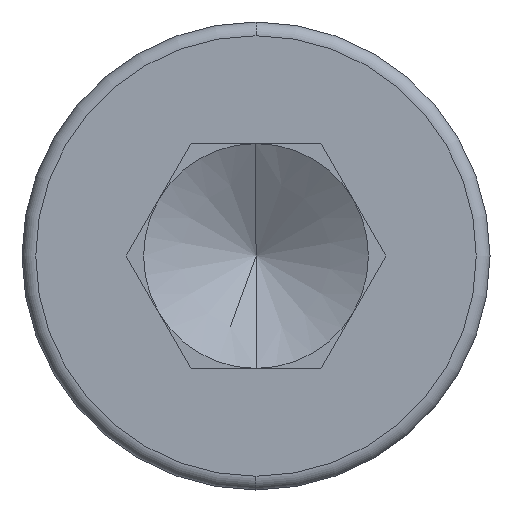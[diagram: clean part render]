
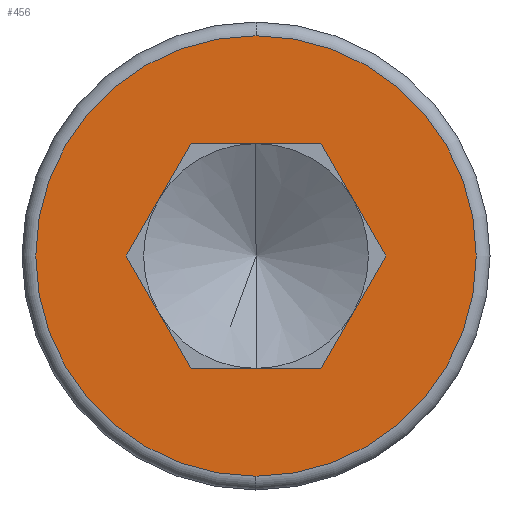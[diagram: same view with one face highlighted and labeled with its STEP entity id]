
A CAD part, left-side view. The second image highlights one B-rep face of the part: STEP entity #456.
In plain terms, the highlighted planar face has unit normal (-1, 0, 0).
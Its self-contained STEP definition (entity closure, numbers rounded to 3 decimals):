
#7 = DIRECTION ( 'NONE',  ( -1., 0., 0. ) ) ;
#10 = FACE_BOUND ( 'NONE', #480, .T. ) ;
#18 = EDGE_CURVE ( 'NONE', #198, #457, #626, .T. ) ;
#19 = CARTESIAN_POINT ( 'NONE',  ( 0., -1.179, 2.042 ) ) ;
#31 = CARTESIAN_POINT ( 'NONE',  ( 0., -2.358, 0. ) ) ;
#33 = ORIENTED_EDGE ( 'NONE', *, *, #367, .T. ) ;
#41 = CARTESIAN_POINT ( 'NONE',  ( 0., -2.358, 0. ) ) ;
#71 = CARTESIAN_POINT ( 'NONE',  ( 0., 0., 4. ) ) ;
#80 = ORIENTED_EDGE ( 'NONE', *, *, #272, .T. ) ;
#104 = ORIENTED_EDGE ( 'NONE', *, *, #306, .T. ) ;
#106 = ORIENTED_EDGE ( 'NONE', *, *, #183, .T. ) ;
#116 = CARTESIAN_POINT ( 'NONE',  ( 0., -1.179, 2.042 ) ) ;
#125 = VERTEX_POINT ( 'NONE', #19 ) ;
#134 = VECTOR ( 'NONE', #218, 1000. ) ;
#137 = VERTEX_POINT ( 'NONE', #637 ) ;
#172 = EDGE_LOOP ( 'NONE', ( #80, #676 ) ) ;
#178 = EDGE_CURVE ( 'NONE', #200, #137, #269, .T. ) ;
#183 = EDGE_CURVE ( 'NONE', #320, #137, #564, .T. ) ;
#198 = VERTEX_POINT ( 'NONE', #701 ) ;
#200 = VERTEX_POINT ( 'NONE', #398 ) ;
#218 = DIRECTION ( 'NONE',  ( 0., -1., 0. ) ) ;
#231 = VECTOR ( 'NONE', #378, 1000. ) ;
#234 = DIRECTION ( 'NONE',  ( -1., 0., 0. ) ) ;
#239 = EDGE_CURVE ( 'NONE', #125, #786, #595, .T. ) ;
#240 = CARTESIAN_POINT ( 'NONE',  ( 0., 0., 0. ) ) ;
#265 = VECTOR ( 'NONE', #469, 1000. ) ;
#269 = LINE ( 'NONE', #641, #134 ) ;
#272 = EDGE_CURVE ( 'NONE', #457, #198, #501, .T. ) ;
#287 = DIRECTION ( 'NONE',  ( 0., 0.5, -0.866 ) ) ;
#294 = VECTOR ( 'NONE', #324, 1000. ) ;
#306 = EDGE_CURVE ( 'NONE', #125, #320, #655, .T. ) ;
#313 = DIRECTION ( 'NONE',  ( 0., 0., 1. ) ) ;
#320 = VERTEX_POINT ( 'NONE', #41 ) ;
#324 = DIRECTION ( 'NONE',  ( 0., -0.5, -0.866 ) ) ;
#339 = CARTESIAN_POINT ( 'NONE',  ( 0., 2.358, 0. ) ) ;
#347 = VERTEX_POINT ( 'NONE', #591 ) ;
#367 = EDGE_CURVE ( 'NONE', #347, #786, #489, .T. ) ;
#372 = FACE_OUTER_BOUND ( 'NONE', #172, .T. ) ;
#378 = DIRECTION ( 'NONE',  ( 0., -0.5, 0.866 ) ) ;
#393 = ORIENTED_EDGE ( 'NONE', *, *, #178, .F. ) ;
#398 = CARTESIAN_POINT ( 'NONE',  ( 0., 1.179, -2.042 ) ) ;
#404 = DIRECTION ( 'NONE',  ( 0., -0.5, -0.866 ) ) ;
#415 = VECTOR ( 'NONE', #404, 1000. ) ;
#416 = DIRECTION ( 'NONE',  ( 0., 0., 1. ) ) ;
#456 = ADVANCED_FACE ( 'NONE', ( #10, #372 ), #610, .T. ) ;
#457 = VERTEX_POINT ( 'NONE', #71 ) ;
#469 = DIRECTION ( 'NONE',  ( 0., 1., 0. ) ) ;
#480 = EDGE_LOOP ( 'NONE', ( #33, #736, #104, #106, #393, #777 ) ) ;
#481 = CARTESIAN_POINT ( 'NONE',  ( 0., 0., 0. ) ) ;
#489 = LINE ( 'NONE', #617, #231 ) ;
#492 = EDGE_CURVE ( 'NONE', #347, #200, #677, .T. ) ;
#501 = CIRCLE ( 'NONE', #681, 4. ) ;
#526 = CARTESIAN_POINT ( 'NONE',  ( 0., 0., 0. ) ) ;
#535 = DIRECTION ( 'NONE',  ( -1., 0., 0. ) ) ;
#564 = LINE ( 'NONE', #31, #571 ) ;
#571 = VECTOR ( 'NONE', #287, 1000. ) ;
#591 = CARTESIAN_POINT ( 'NONE',  ( 0., 2.358, 0. ) ) ;
#595 = LINE ( 'NONE', #783, #265 ) ;
#610 = PLANE ( 'NONE',  #749 ) ;
#617 = CARTESIAN_POINT ( 'NONE',  ( 0., 2.358, 0. ) ) ;
#626 = CIRCLE ( 'NONE', #734, 4. ) ;
#637 = CARTESIAN_POINT ( 'NONE',  ( 0., -1.179, -2.042 ) ) ;
#641 = CARTESIAN_POINT ( 'NONE',  ( 0., 1.179, -2.042 ) ) ;
#644 = DIRECTION ( 'NONE',  ( 0., 0., 1. ) ) ;
#655 = LINE ( 'NONE', #116, #415 ) ;
#663 = CARTESIAN_POINT ( 'NONE',  ( 0., 1.179, 2.042 ) ) ;
#676 = ORIENTED_EDGE ( 'NONE', *, *, #18, .T. ) ;
#677 = LINE ( 'NONE', #339, #294 ) ;
#681 = AXIS2_PLACEMENT_3D ( 'NONE', #240, #535, #416 ) ;
#701 = CARTESIAN_POINT ( 'NONE',  ( 0., 0., -4. ) ) ;
#734 = AXIS2_PLACEMENT_3D ( 'NONE', #526, #234, #644 ) ;
#736 = ORIENTED_EDGE ( 'NONE', *, *, #239, .F. ) ;
#749 = AXIS2_PLACEMENT_3D ( 'NONE', #481, #7, #313 ) ;
#777 = ORIENTED_EDGE ( 'NONE', *, *, #492, .F. ) ;
#783 = CARTESIAN_POINT ( 'NONE',  ( 0., -1.179, 2.042 ) ) ;
#786 = VERTEX_POINT ( 'NONE', #663 ) ;
